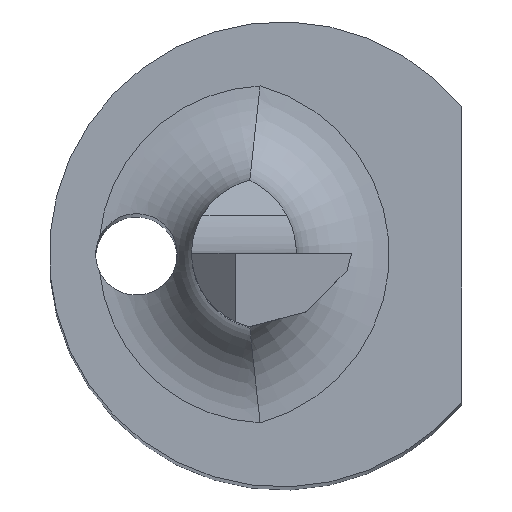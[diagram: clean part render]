
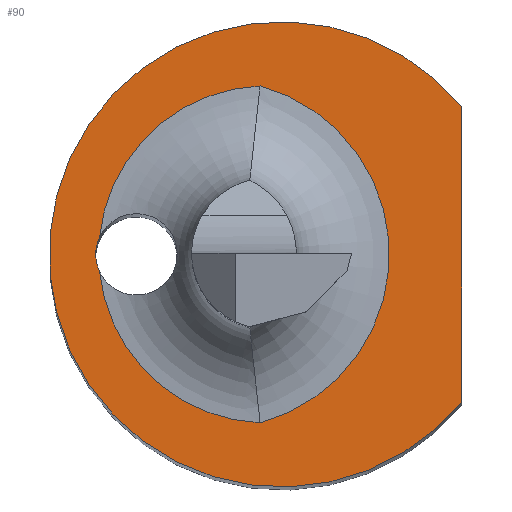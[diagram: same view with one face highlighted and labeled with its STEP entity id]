
A CAD part, top view. The second image highlights one B-rep face of the part: STEP entity #90.
In plain terms, the highlighted planar face has unit normal (0, 0, 1).
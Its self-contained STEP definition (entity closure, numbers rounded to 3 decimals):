
#4 = DIRECTION ( 'NONE',  ( 0., 0., 1. ) ) ;
#24 = DIRECTION ( 'NONE',  ( 1., 0., 0. ) ) ;
#30 = VERTEX_POINT ( 'NONE', #676 ) ;
#34 = EDGE_CURVE ( 'NONE', #236, #30, #188, .T. ) ;
#43 = FACE_BOUND ( 'NONE', #305, .T. ) ;
#60 = CARTESIAN_POINT ( 'NONE',  ( -0.125, 0., 16.3 ) ) ;
#90 = ADVANCED_FACE ( 'NONE', ( #43, #743 ), #117, .T. ) ;
#93 = EDGE_CURVE ( 'NONE', #30, #165, #448, .T. ) ;
#112 = DIRECTION ( 'NONE',  ( 1., 0., 0. ) ) ;
#117 = PLANE ( 'NONE',  #884 ) ;
#139 = CARTESIAN_POINT ( 'NONE',  ( -1.25, 0., 16.3 ) ) ;
#148 = VECTOR ( 'NONE', #542, 1000. ) ;
#165 = VERTEX_POINT ( 'NONE', #525 ) ;
#174 = CARTESIAN_POINT ( 'NONE',  ( -0.575, 0., 16.3 ) ) ;
#180 = DIRECTION ( 'NONE',  ( 1., 0., 0. ) ) ;
#185 = EDGE_CURVE ( 'NONE', #165, #846, #561, .T. ) ;
#188 = CIRCLE ( 'NONE', #810, 1.45 ) ;
#225 = CARTESIAN_POINT ( 'NONE',  ( 1.55, -1.264, 16.3 ) ) ;
#236 = VERTEX_POINT ( 'NONE', #827 ) ;
#253 = CARTESIAN_POINT ( 'NONE',  ( 1.55, 1.264, 16.3 ) ) ;
#270 = AXIS2_PLACEMENT_3D ( 'NONE', #139, #4, #426 ) ;
#281 = ORIENTED_EDGE ( 'NONE', *, *, #552, .F. ) ;
#282 = EDGE_CURVE ( 'NONE', #349, #575, #886, .T. ) ;
#295 = CIRCLE ( 'NONE', #270, 0.35 ) ;
#303 = ORIENTED_EDGE ( 'NONE', *, *, #93, .T. ) ;
#305 = EDGE_LOOP ( 'NONE', ( #281, #523, #303, #558 ) ) ;
#343 = CARTESIAN_POINT ( 'NONE',  ( 1.55, 0., 16.3 ) ) ;
#349 = VERTEX_POINT ( 'NONE', #253 ) ;
#396 = DIRECTION ( 'NONE',  ( 0., 0., -1. ) ) ;
#426 = DIRECTION ( 'NONE',  ( 1., 0., 0. ) ) ;
#448 = CIRCLE ( 'NONE', #841, 1.5 ) ;
#456 = DIRECTION ( 'NONE',  ( 1., 0., 0. ) ) ;
#466 = EDGE_LOOP ( 'NONE', ( #706, #779 ) ) ;
#472 = DIRECTION ( 'NONE',  ( 0., 0., -1. ) ) ;
#514 = CARTESIAN_POINT ( 'NONE',  ( 0., 0., 16.3 ) ) ;
#523 = ORIENTED_EDGE ( 'NONE', *, *, #34, .T. ) ;
#525 = CARTESIAN_POINT ( 'NONE',  ( -0.186, -1.449, 16.3 ) ) ;
#528 = CARTESIAN_POINT ( 'NONE',  ( -1.568, -0.147, 16.3 ) ) ;
#542 = DIRECTION ( 'NONE',  ( 0., -1., 0. ) ) ;
#552 = EDGE_CURVE ( 'NONE', #236, #846, #295, .T. ) ;
#558 = ORIENTED_EDGE ( 'NONE', *, *, #185, .T. ) ;
#561 = CIRCLE ( 'NONE', #685, 1.45 ) ;
#575 = VERTEX_POINT ( 'NONE', #225 ) ;
#607 = EDGE_CURVE ( 'NONE', #349, #575, #623, .T. ) ;
#618 = DIRECTION ( 'NONE',  ( 1., 0., 0. ) ) ;
#623 = CIRCLE ( 'NONE', #847, 2. ) ;
#676 = CARTESIAN_POINT ( 'NONE',  ( -0.186, 1.449, 16.3 ) ) ;
#685 = AXIS2_PLACEMENT_3D ( 'NONE', #738, #472, #112 ) ;
#706 = ORIENTED_EDGE ( 'NONE', *, *, #607, .T. ) ;
#738 = CARTESIAN_POINT ( 'NONE',  ( -0.125, 0., 16.3 ) ) ;
#743 = FACE_OUTER_BOUND ( 'NONE', #466, .T. ) ;
#779 = ORIENTED_EDGE ( 'NONE', *, *, #282, .F. ) ;
#784 = CARTESIAN_POINT ( 'NONE',  ( 0., 0., 16.3 ) ) ;
#789 = DIRECTION ( 'NONE',  ( 0., 0., 1. ) ) ;
#810 = AXIS2_PLACEMENT_3D ( 'NONE', #60, #890, #618 ) ;
#827 = CARTESIAN_POINT ( 'NONE',  ( -1.568, 0.147, 16.3 ) ) ;
#841 = AXIS2_PLACEMENT_3D ( 'NONE', #174, #396, #180 ) ;
#845 = DIRECTION ( 'NONE',  ( 0., 0., 1. ) ) ;
#846 = VERTEX_POINT ( 'NONE', #528 ) ;
#847 = AXIS2_PLACEMENT_3D ( 'NONE', #784, #845, #24 ) ;
#884 = AXIS2_PLACEMENT_3D ( 'NONE', #514, #789, #456 ) ;
#886 = LINE ( 'NONE', #343, #148 ) ;
#890 = DIRECTION ( 'NONE',  ( 0., 0., -1. ) ) ;
